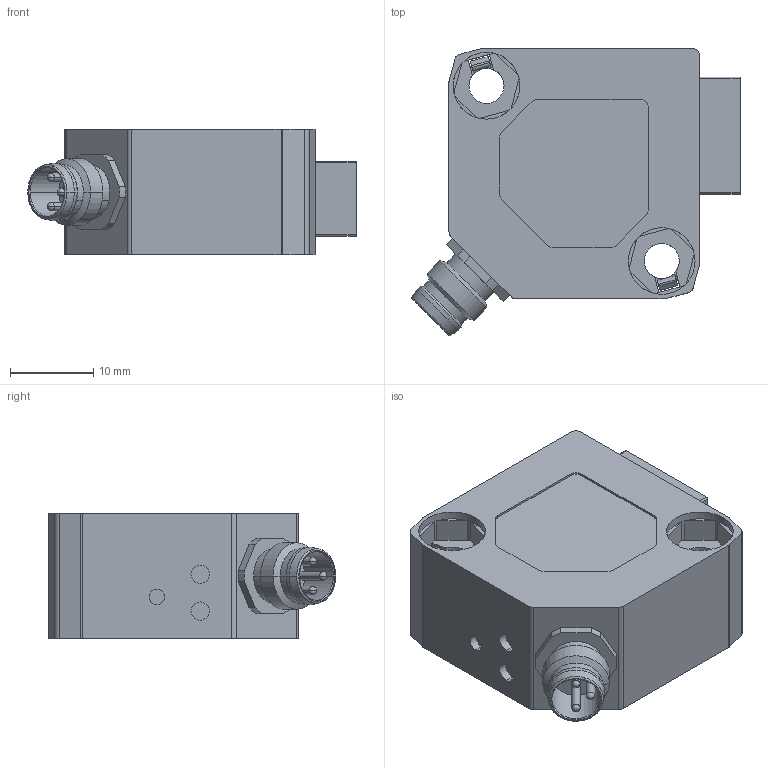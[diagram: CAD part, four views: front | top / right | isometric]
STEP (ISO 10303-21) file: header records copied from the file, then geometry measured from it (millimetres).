
FILE_DESCRIPTION (( 'STEP AP214' ), '1' );
FILE_NAME ('LRS_3031_302.STEP', '2021-04-07T15:46:15', ( '' ), ( '' ), 'SwSTEP 2.0', 'SolidWorks 2021', '' );
FILE_SCHEMA (( 'AUTOMOTIVE_DESIGN' ));
Length unit declared in the file: millimetre
Products named in the file (1): LRS_3031_302
Bounding box: 39.35 x 34.45 x 15 mm (x, y, z)
Volume: 12777.1 mm3; surface area: 4677.2 mm2
Topology: 1 solids, 1 shells, 206 faces, 575 edges, 367 vertices
Faces by surface type: plane 122, cylinder 66, cone 10, sphere 6, torus 2
Entity records: 6654 total; most frequent: CARTESIAN_POINT 1204, DIRECTION 1172, ORIENTED_EDGE 1126, EDGE_CURVE 563, AXIS2_PLACEMENT_3D 411, VERTEX_POINT 367, VECTOR 350, LINE 350
